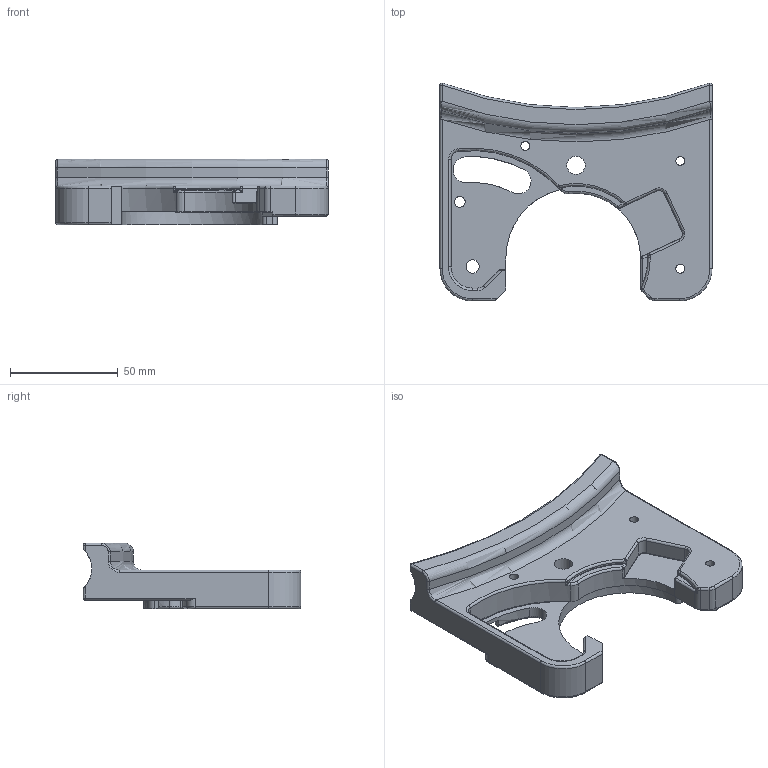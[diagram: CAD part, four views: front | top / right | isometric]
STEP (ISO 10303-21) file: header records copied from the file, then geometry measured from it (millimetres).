
FILE_DESCRIPTION (( 'STEP AP214' ), '1' );
FILE_NAME ('CYC-041.step', '2024-04-03T09:42:27', ( '' ), ( '' ), 'SwSTEP 2.0', 'SolidWorks 2024', '' );
FILE_SCHEMA (( 'AUTOMOTIVE_DESIGN' ));
Length unit declared in the file: millimetre
Products named in the file (1): CYC-041
Bounding box: 126.4 x 101.17 x 30.5 mm (x, y, z)
Volume: 102106.3 mm3; surface area: 33058.5 mm2
Topology: 1 solids, 1 shells, 248 faces, 630 edges, 366 vertices
Faces by surface type: cylinder 113, torus 64, plane 40, bspline 21, sphere 10
Entity records: 8290 total; most frequent: CARTESIAN_POINT 2337, DIRECTION 1317, ORIENTED_EDGE 1220, EDGE_CURVE 610, AXIS2_PLACEMENT_3D 551, VERTEX_POINT 363, CIRCLE 323, EDGE_LOOP 261
